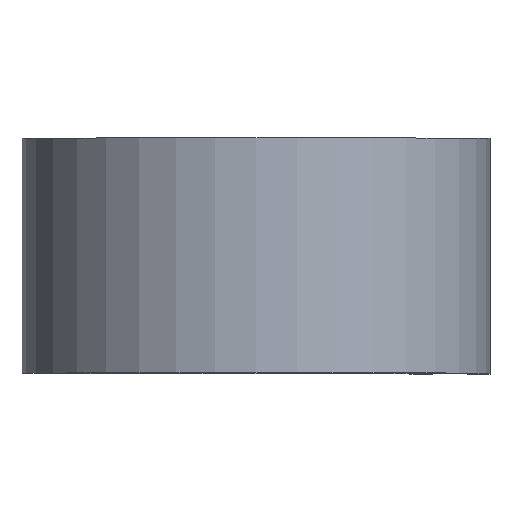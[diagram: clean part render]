
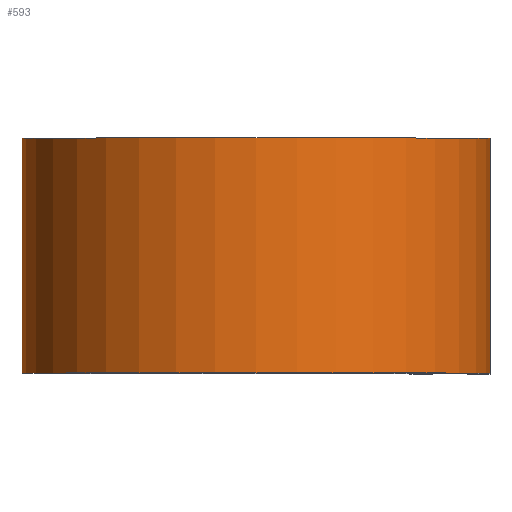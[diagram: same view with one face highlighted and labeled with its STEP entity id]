
A CAD part, top view. The second image highlights one B-rep face of the part: STEP entity #593.
In plain terms, the highlighted cylindrical face has radius 15.812 mm (diameter 31.623 mm), a partial arc.
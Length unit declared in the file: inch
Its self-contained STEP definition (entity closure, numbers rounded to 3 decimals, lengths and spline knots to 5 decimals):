
#2 = CIRCLE ( 'NONE', #268, 0.6225 ) ;
#4 = VECTOR ( 'NONE', #413, 39.37008 ) ;
#7 = DIRECTION ( 'NONE',  ( 0., 1., 0. ) ) ;
#8 = CARTESIAN_POINT ( 'NONE',  ( 0., -0.3125, 0. ) ) ;
#14 = DIRECTION ( 'NONE',  ( 0., -1., 0. ) ) ;
#21 = LINE ( 'NONE', #309, #4 ) ;
#23 = LINE ( 'NONE', #392, #36 ) ;
#32 = CARTESIAN_POINT ( 'NONE',  ( 0., 0.3125, -0.6225 ) ) ;
#36 = VECTOR ( 'NONE', #394, 39.37008 ) ;
#41 = CARTESIAN_POINT ( 'NONE',  ( 0.6225, 0.3125, 0. ) ) ;
#47 = CARTESIAN_POINT ( 'NONE',  ( 0.6225, -0.3125, 0. ) ) ;
#57 = CYLINDRICAL_SURFACE ( 'NONE', #454, 0.6225 ) ;
#65 = FACE_OUTER_BOUND ( 'NONE', #567, .T. ) ;
#105 = VERTEX_POINT ( 'NONE', #47 ) ;
#129 = VERTEX_POINT ( 'NONE', #504 ) ;
#150 = ORIENTED_EDGE ( 'NONE', *, *, #352, .F. ) ;
#264 = VERTEX_POINT ( 'NONE', #41 ) ;
#268 = AXIS2_PLACEMENT_3D ( 'NONE', #561, #447, #524 ) ;
#270 = CARTESIAN_POINT ( 'NONE',  ( 0., 0.3125, 0. ) ) ;
#296 = EDGE_CURVE ( 'NONE', #603, #129, #23, .T. ) ;
#309 = CARTESIAN_POINT ( 'NONE',  ( 0.6225, 0.3125, 0. ) ) ;
#322 = ORIENTED_EDGE ( 'NONE', *, *, #296, .T. ) ;
#334 = CIRCLE ( 'NONE', #471, 0.6225 ) ;
#338 = ORIENTED_EDGE ( 'NONE', *, *, #457, .T. ) ;
#340 = EDGE_CURVE ( 'NONE', #264, #105, #21, .T. ) ;
#352 = EDGE_CURVE ( 'NONE', #603, #264, #2, .T. ) ;
#392 = CARTESIAN_POINT ( 'NONE',  ( 0., 0.3125, -0.6225 ) ) ;
#394 = DIRECTION ( 'NONE',  ( 0., -1., 0. ) ) ;
#413 = DIRECTION ( 'NONE',  ( 0., -1., 0. ) ) ;
#447 = DIRECTION ( 'NONE',  ( 0., 1., 0. ) ) ;
#454 = AXIS2_PLACEMENT_3D ( 'NONE', #270, #14, #536 ) ;
#457 = EDGE_CURVE ( 'NONE', #129, #105, #334, .T. ) ;
#471 = AXIS2_PLACEMENT_3D ( 'NONE', #8, #7, #517 ) ;
#504 = CARTESIAN_POINT ( 'NONE',  ( 0., -0.3125, -0.6225 ) ) ;
#517 = DIRECTION ( 'NONE',  ( 1., 0., 0. ) ) ;
#524 = DIRECTION ( 'NONE',  ( 1., 0., 0. ) ) ;
#536 = DIRECTION ( 'NONE',  ( 0., 0., -1. ) ) ;
#539 = ORIENTED_EDGE ( 'NONE', *, *, #340, .F. ) ;
#561 = CARTESIAN_POINT ( 'NONE',  ( 0., 0.3125, 0. ) ) ;
#567 = EDGE_LOOP ( 'NONE', ( #338, #539, #150, #322 ) ) ;
#593 = ADVANCED_FACE ( 'NONE', ( #65 ), #57, .T. ) ;
#603 = VERTEX_POINT ( 'NONE', #32 ) ;
